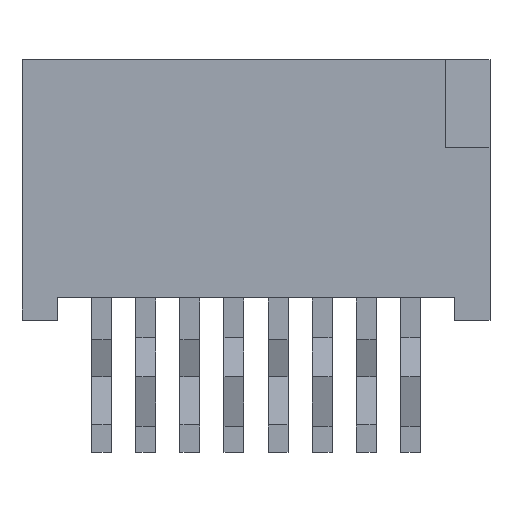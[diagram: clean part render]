
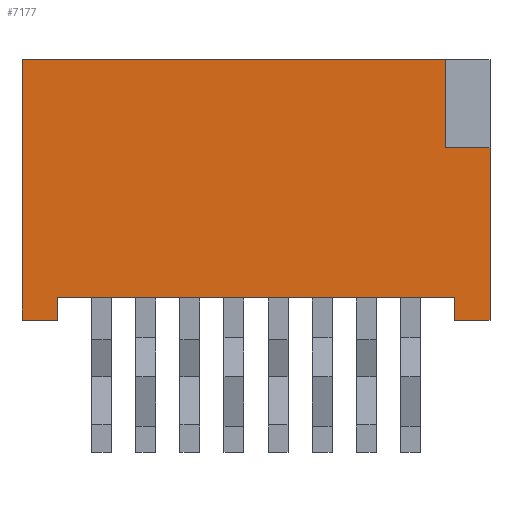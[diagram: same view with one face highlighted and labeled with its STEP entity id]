
A CAD part, front view. The second image highlights one B-rep face of the part: STEP entity #7177.
In plain terms, the highlighted planar face has unit normal (0, -1, 0).
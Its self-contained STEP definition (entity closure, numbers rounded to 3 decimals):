
#440=FACE_OUTER_BOUND('',#826,.T.);
#826=EDGE_LOOP('',(#5130,#5131,#5132,#5133,#5134,#5135,#5136,#5137,#5138,
#5139));
#1370=LINE('',#10457,#2304);
#1373=LINE('',#10463,#2307);
#1375=LINE('',#10467,#2309);
#1376=LINE('',#10469,#2310);
#1377=LINE('',#10471,#2311);
#1378=LINE('',#10473,#2312);
#1379=LINE('',#10475,#2313);
#1380=LINE('',#10477,#2314);
#1381=LINE('',#10479,#2315);
#1382=LINE('',#10480,#2316);
#2304=VECTOR('',#8473,10.);
#2307=VECTOR('',#8478,10.);
#2309=VECTOR('',#8482,10.6);
#2310=VECTOR('',#8483,5.9);
#2311=VECTOR('',#8484,0.8);
#2312=VECTOR('',#8485,0.5);
#2313=VECTOR('',#8486,9.);
#2314=VECTOR('',#8487,0.5);
#2315=VECTOR('',#8488,0.8);
#2316=VECTOR('',#8489,5.9);
#3168=VERTEX_POINT('',#10453);
#3170=VERTEX_POINT('',#10456);
#3172=VERTEX_POINT('',#10462);
#3173=VERTEX_POINT('',#10466);
#3174=VERTEX_POINT('',#10468);
#3175=VERTEX_POINT('',#10470);
#3176=VERTEX_POINT('',#10472);
#3177=VERTEX_POINT('',#10474);
#3178=VERTEX_POINT('',#10476);
#3179=VERTEX_POINT('',#10478);
#3933=EDGE_CURVE('',#3170,#3168,#1370,.T.);
#3936=EDGE_CURVE('',#3172,#3170,#1373,.T.);
#3938=EDGE_CURVE('',#3168,#3173,#1375,.T.);
#3939=EDGE_CURVE('',#3174,#3173,#1376,.T.);
#3940=EDGE_CURVE('',#3175,#3174,#1377,.T.);
#3941=EDGE_CURVE('',#3176,#3175,#1378,.T.);
#3942=EDGE_CURVE('',#3177,#3176,#1379,.T.);
#3943=EDGE_CURVE('',#3178,#3177,#1380,.T.);
#3944=EDGE_CURVE('',#3179,#3178,#1381,.T.);
#3945=EDGE_CURVE('',#3172,#3179,#1382,.T.);
#5130=ORIENTED_EDGE('',*,*,#3936,.T.);
#5131=ORIENTED_EDGE('',*,*,#3933,.T.);
#5132=ORIENTED_EDGE('',*,*,#3938,.T.);
#5133=ORIENTED_EDGE('',*,*,#3939,.F.);
#5134=ORIENTED_EDGE('',*,*,#3940,.F.);
#5135=ORIENTED_EDGE('',*,*,#3941,.F.);
#5136=ORIENTED_EDGE('',*,*,#3942,.F.);
#5137=ORIENTED_EDGE('',*,*,#3943,.F.);
#5138=ORIENTED_EDGE('',*,*,#3944,.F.);
#5139=ORIENTED_EDGE('',*,*,#3945,.F.);
#6817=PLANE('',#7619);
#7177=ADVANCED_FACE('',(#440),#6817,.F.);
#7619=AXIS2_PLACEMENT_3D('',#10465,#8480,#8481);
#8473=DIRECTION('',(0.,0.,1.));
#8478=DIRECTION('',(-1.,0.,0.));
#8480=DIRECTION('center_axis',(0.,1.,0.));
#8481=DIRECTION('ref_axis',(0.,0.,1.));
#8482=DIRECTION('',(-1.,0.,0.));
#8483=DIRECTION('',(0.,0.,1.));
#8484=DIRECTION('',(-1.,0.,0.));
#8485=DIRECTION('',(0.,0.,-1.));
#8486=DIRECTION('',(-1.,0.,0.));
#8487=DIRECTION('',(0.,0.,1.));
#8488=DIRECTION('',(-1.,0.,0.));
#8489=DIRECTION('',(0.,0.,-1.));
#10453=CARTESIAN_POINT('',(-7.7,-1.95,2.95));
#10456=CARTESIAN_POINT('',(-7.7,-1.95,0.95));
#10457=CARTESIAN_POINT('',(-7.7,-1.95,1.475));
#10462=CARTESIAN_POINT('',(-6.7,-1.95,0.95));
#10463=CARTESIAN_POINT('',(-3.527,-1.95,0.95));
#10465=CARTESIAN_POINT('Origin',(0.,-1.95,0.));
#10466=CARTESIAN_POINT('',(-17.3,-1.95,2.95));
#10467=CARTESIAN_POINT('',(-6.7,-1.95,2.95));
#10468=CARTESIAN_POINT('',(-17.3,-1.95,-2.95));
#10469=CARTESIAN_POINT('',(-17.3,-1.95,-2.95));
#10470=CARTESIAN_POINT('',(-16.5,-1.95,-2.95));
#10471=CARTESIAN_POINT('',(-16.5,-1.95,-2.95));
#10472=CARTESIAN_POINT('',(-16.5,-1.95,-2.45));
#10473=CARTESIAN_POINT('',(-16.5,-1.95,-2.45));
#10474=CARTESIAN_POINT('',(-7.5,-1.95,-2.45));
#10475=CARTESIAN_POINT('',(-7.5,-1.95,-2.45));
#10476=CARTESIAN_POINT('',(-7.5,-1.95,-2.95));
#10477=CARTESIAN_POINT('',(-7.5,-1.95,-2.95));
#10478=CARTESIAN_POINT('',(-6.7,-1.95,-2.95));
#10479=CARTESIAN_POINT('',(-6.7,-1.95,-2.95));
#10480=CARTESIAN_POINT('',(-6.7,-1.95,2.95));
